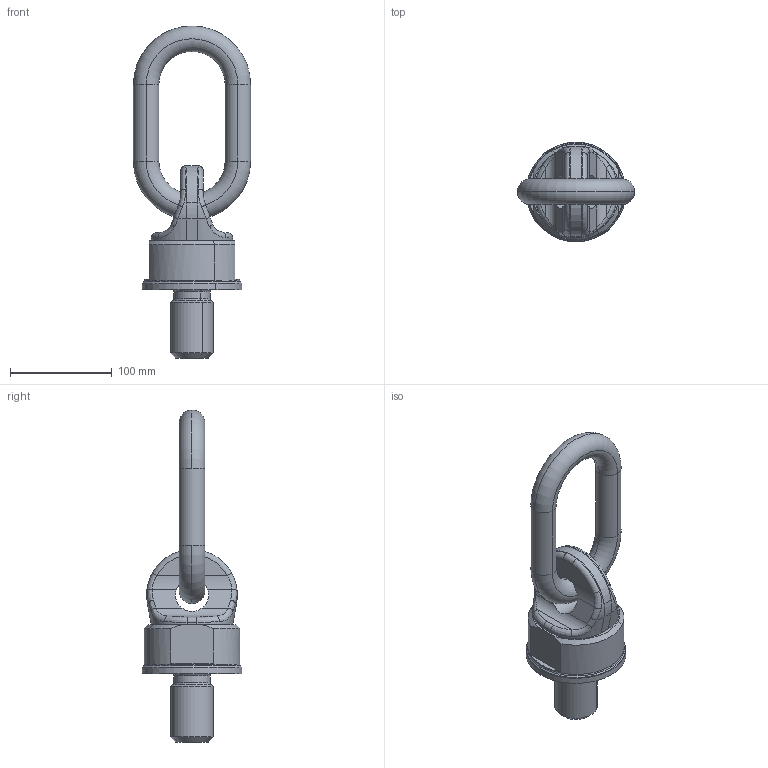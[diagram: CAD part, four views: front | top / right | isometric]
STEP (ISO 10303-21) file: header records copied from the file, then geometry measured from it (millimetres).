
FILE_DESCRIPTION(('CATIA V5 STEP Exchange'),'2;1');
FILE_NAME('8-272-120.stp','2017-06-16T07:40:53+00:00',('none'),('none'),'CATIA Version 5 Release 21 GA (IN-10)','CATIA V5 STEP AP203','none');
FILE_SCHEMA(('CONFIG_CONTROL_DESIGN'));
Length unit declared in the file: millimetre
Products named in the file (1): 8-272-120
Bounding box: 115 x 97.97 x 325.79 mm (x, y, z)
Volume: 785196.3 mm3; surface area: 83860.3 mm2
Topology: 1 solids, 1 shells, 109 faces, 262 edges, 154 vertices
Faces by surface type: cylinder 27, torus 24, plane 22, bspline 20, cone 12, revolution 4
Entity records: 4765 total; most frequent: CARTESIAN_POINT 2518, ORIENTED_EDGE 524, DIRECTION 318, EDGE_CURVE 262, AXIS2_PLACEMENT_3D 176, VERTEX_POINT 154, EDGE_LOOP 112, ADVANCED_FACE 109
